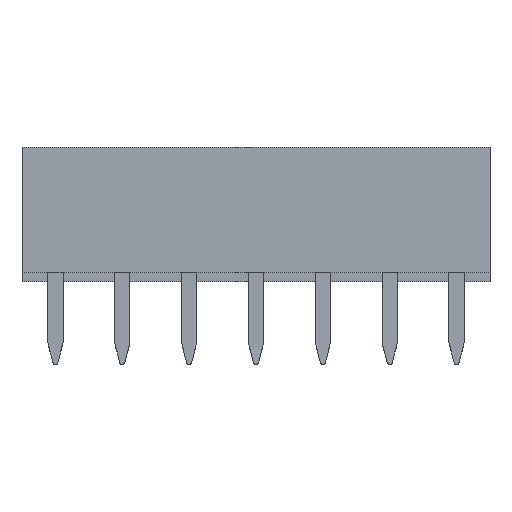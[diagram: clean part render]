
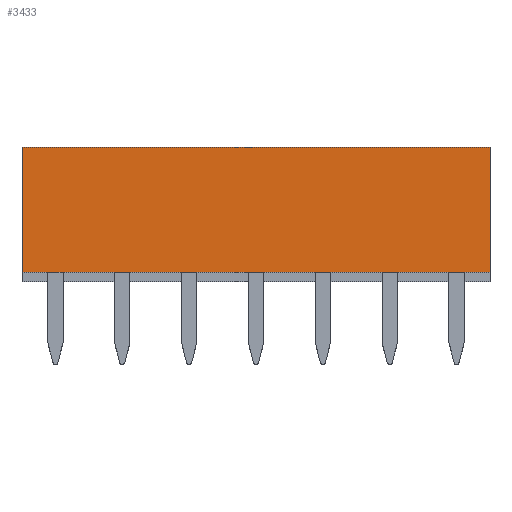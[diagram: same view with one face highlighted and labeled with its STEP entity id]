
A CAD part, top view. The second image highlights one B-rep face of the part: STEP entity #3433.
In plain terms, the highlighted planar face has unit normal (0, 0, 1).
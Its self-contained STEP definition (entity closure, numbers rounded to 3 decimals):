
#3433=ADVANCED_FACE('',(#8905),#8906,.T.);
#4283=EDGE_CURVE('',#4335,#7493,#9846,.T.);
#4335=VERTEX_POINT('',#9902);
#4573=VERTEX_POINT('',#10164);
#4725=EDGE_CURVE('',#7493,#6569,#10327,.T.);
#4991=EDGE_CURVE('',#6569,#4573,#10613,.T.);
#5113=EDGE_CURVE('',#4335,#4573,#10743,.T.);
#6569=VERTEX_POINT('',#12321);
#7493=VERTEX_POINT('',#13328);
#8905=FACE_OUTER_BOUND('',#15125,.T.);
#8906=PLANE('',#15126);
#9846=LINE('',#16459,#16460);
#9902=CARTESIAN_POINT('',(8.89,-3.75,5.08));
#10164=CARTESIAN_POINT('',(-8.89,-3.75,5.08));
#10327=LINE('',#17162,#17163);
#10613=LINE('',#17577,#17578);
#10743=LINE('',#17772,#17773);
#12321=CARTESIAN_POINT('',(-8.89,1.,5.08));
#13328=CARTESIAN_POINT('',(8.89,1.,5.08));
#15125=EDGE_LOOP('',(#23387,#23388,#23389,#23390));
#15126=AXIS2_PLACEMENT_3D('',#23391,#23392,#23393);
#16459=CARTESIAN_POINT('',(8.89,-3.75,5.08));
#16460=VECTOR('',#24490,1.0);
#17162=CARTESIAN_POINT('',(8.89,1.,5.08));
#17163=VECTOR('',#24961,1.0);
#17577=CARTESIAN_POINT('',(-8.89,-3.75,5.08));
#17578=VECTOR('',#25220,1.0);
#17772=CARTESIAN_POINT('',(8.89,-3.75,5.08));
#17773=VECTOR('',#25334,1.0);
#23387=ORIENTED_EDGE('',*,*,#4991,.T.);
#23388=ORIENTED_EDGE('',*,*,#5113,.F.);
#23389=ORIENTED_EDGE('',*,*,#4283,.T.);
#23390=ORIENTED_EDGE('',*,*,#4725,.T.);
#23391=CARTESIAN_POINT('',(8.89,1.,5.08));
#23392=DIRECTION('',(0.,0.,1.0));
#23393=DIRECTION('',(0.,1.0,0.));
#24490=DIRECTION('',(0.,1.0,0.));
#24961=DIRECTION('',(-1.0,0.0,0.));
#25220=DIRECTION('',(0.,-1.0,0.));
#25334=DIRECTION('',(-1.0,0.0,0.));
